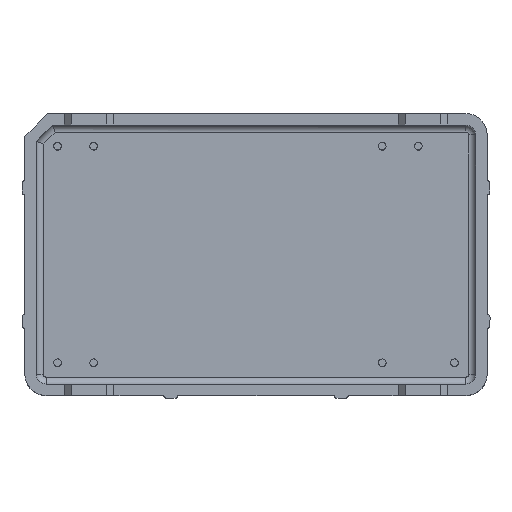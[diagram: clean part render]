
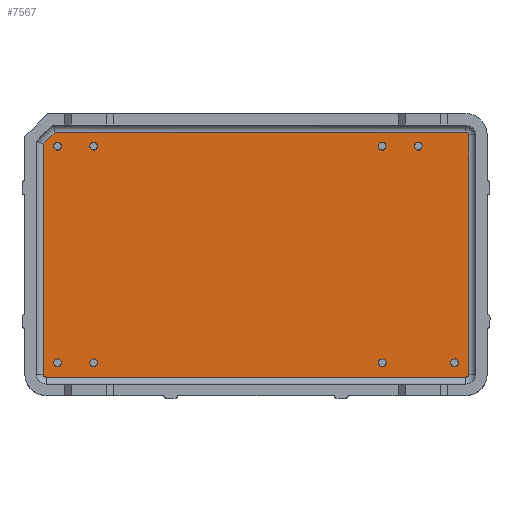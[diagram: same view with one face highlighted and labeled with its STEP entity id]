
A CAD part, top view. The second image highlights one B-rep face of the part: STEP entity #7567.
In plain terms, the highlighted planar face has unit normal (0, 0, 1).
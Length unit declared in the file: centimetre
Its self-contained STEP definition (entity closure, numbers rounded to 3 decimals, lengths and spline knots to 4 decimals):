
#308=CIRCLE('',#12877,0.02);
#309=CIRCLE('',#12878,0.02);
#310=CIRCLE('',#12879,0.02);
#311=CIRCLE('',#12880,0.0265);
#312=CIRCLE('',#12881,0.0265);
#313=CIRCLE('',#12882,0.0265);
#314=CIRCLE('',#12883,0.0265);
#315=CIRCLE('',#12884,0.0265);
#316=CIRCLE('',#12885,0.0265);
#317=CIRCLE('',#12886,0.0265);
#318=CIRCLE('',#12887,0.0265);
#734=VERTEX_POINT('',#10682);
#735=VERTEX_POINT('',#10683);
#736=VERTEX_POINT('',#10685);
#737=VERTEX_POINT('',#10687);
#738=VERTEX_POINT('',#10689);
#739=VERTEX_POINT('',#10691);
#740=VERTEX_POINT('',#10693);
#741=VERTEX_POINT('',#10695);
#742=VERTEX_POINT('',#10698);
#743=VERTEX_POINT('',#10700);
#744=VERTEX_POINT('',#10702);
#745=VERTEX_POINT('',#10704);
#746=VERTEX_POINT('',#10706);
#747=VERTEX_POINT('',#10708);
#748=VERTEX_POINT('',#10710);
#749=VERTEX_POINT('',#10712);
#1454=VECTOR('',#8561,1.);
#1455=VECTOR('',#8562,1.);
#1456=VECTOR('',#8563,1.);
#1457=VECTOR('',#8566,1.);
#1458=VECTOR('',#8569,1.);
#2343=LINE('',#10681,#1454);
#2344=LINE('',#10684,#1455);
#2345=LINE('',#10686,#1456);
#2346=LINE('',#10690,#1457);
#2347=LINE('',#10694,#1458);
#3296=EDGE_CURVE('',#734,#735,#2343,.T.);
#3297=EDGE_CURVE('',#736,#734,#2344,.T.);
#3298=EDGE_CURVE('',#737,#736,#2345,.T.);
#3299=EDGE_CURVE('',#738,#737,#308,.T.);
#3300=EDGE_CURVE('',#739,#738,#2346,.T.);
#3301=EDGE_CURVE('',#740,#739,#309,.T.);
#3302=EDGE_CURVE('',#741,#740,#2347,.T.);
#3303=EDGE_CURVE('',#735,#741,#310,.T.);
#3304=EDGE_CURVE('',#742,#742,#311,.T.);
#3305=EDGE_CURVE('',#743,#743,#312,.T.);
#3306=EDGE_CURVE('',#744,#744,#313,.T.);
#3307=EDGE_CURVE('',#745,#745,#314,.T.);
#3308=EDGE_CURVE('',#746,#746,#315,.T.);
#3309=EDGE_CURVE('',#747,#747,#316,.T.);
#3310=EDGE_CURVE('',#748,#748,#317,.T.);
#3311=EDGE_CURVE('',#749,#749,#318,.T.);
#4465=ORIENTED_EDGE('',*,*,#3296,.F.);
#4466=ORIENTED_EDGE('',*,*,#3297,.F.);
#4467=ORIENTED_EDGE('',*,*,#3298,.F.);
#4468=ORIENTED_EDGE('',*,*,#3299,.F.);
#4469=ORIENTED_EDGE('',*,*,#3300,.F.);
#4470=ORIENTED_EDGE('',*,*,#3301,.F.);
#4471=ORIENTED_EDGE('',*,*,#3302,.F.);
#4472=ORIENTED_EDGE('',*,*,#3303,.F.);
#4473=ORIENTED_EDGE('',*,*,#3304,.F.);
#4474=ORIENTED_EDGE('',*,*,#3305,.F.);
#4475=ORIENTED_EDGE('',*,*,#3306,.F.);
#4476=ORIENTED_EDGE('',*,*,#3307,.F.);
#4477=ORIENTED_EDGE('',*,*,#3308,.F.);
#4478=ORIENTED_EDGE('',*,*,#3309,.F.);
#4479=ORIENTED_EDGE('',*,*,#3310,.F.);
#4480=ORIENTED_EDGE('',*,*,#3311,.F.);
#6534=EDGE_LOOP('',(#4465,#4466,#4467,#4468,#4469,#4470,#4471,#4472));
#6535=EDGE_LOOP('',(#4473));
#6536=EDGE_LOOP('',(#4474));
#6537=EDGE_LOOP('',(#4475));
#6538=EDGE_LOOP('',(#4476));
#6539=EDGE_LOOP('',(#4477));
#6540=EDGE_LOOP('',(#4478));
#6541=EDGE_LOOP('',(#4479));
#6542=EDGE_LOOP('',(#4480));
#7059=FACE_BOUND('',#6534,.T.);
#7060=FACE_BOUND('',#6535,.T.);
#7061=FACE_BOUND('',#6536,.T.);
#7062=FACE_BOUND('',#6537,.T.);
#7063=FACE_BOUND('',#6538,.T.);
#7064=FACE_BOUND('',#6539,.T.);
#7065=FACE_BOUND('',#6540,.T.);
#7066=FACE_BOUND('',#6541,.T.);
#7067=FACE_BOUND('',#6542,.T.);
#7567=ADVANCED_FACE('',(#7059,#7060,#7061,#7062,#7063,#7064,#7065,#7066,
#7067),#8016,.T.);
#8016=PLANE('',#12876);
#8560=DIRECTION('',(0.,0.,1.));
#8561=DIRECTION('',(-0.475,0.88,0.));
#8562=DIRECTION('',(-0.958,0.286,0.));
#8563=DIRECTION('',(-0.88,-0.475,0.));
#8564=DIRECTION('',(0.,0.,-1.));
#8565=DIRECTION('',(0.019,-0.006,0.));
#8566=DIRECTION('',(0.475,-0.88,0.));
#8567=DIRECTION('',(0.,0.,-1.));
#8568=DIRECTION('',(0.006,0.019,0.));
#8569=DIRECTION('',(0.88,0.475,0.));
#8570=DIRECTION('',(0.,0.,-1.));
#8571=DIRECTION('',(-0.019,0.006,0.));
#8572=DIRECTION('',(0.,0.,1.));
#8573=DIRECTION('',(0.027,0.,0.));
#8574=DIRECTION('',(0.,0.,1.));
#8575=DIRECTION('',(0.027,0.,0.));
#8576=DIRECTION('',(0.,0.,1.));
#8577=DIRECTION('',(0.027,0.,0.));
#8578=DIRECTION('',(0.,0.,1.));
#8579=DIRECTION('',(0.027,0.,0.));
#8580=DIRECTION('',(0.,0.,1.));
#8581=DIRECTION('',(0.027,0.,0.));
#8582=DIRECTION('',(0.,0.,1.));
#8583=DIRECTION('',(0.027,0.,0.));
#8584=DIRECTION('',(0.,0.,1.));
#8585=DIRECTION('',(0.027,0.,0.));
#8586=DIRECTION('',(0.,0.,1.));
#8587=DIRECTION('',(0.027,0.,0.));
#10680=CARTESIAN_POINT('',(0.0065,1.5983,0.381));
#10681=CARTESIAN_POINT('',(-0.7588,1.1936,0.381));
#10682=CARTESIAN_POINT('',(-0.0803,-0.0618,0.381));
#10683=CARTESIAN_POINT('',(-1.4545,2.4808,0.381));
#10684=CARTESIAN_POINT('',(-0.2394,-0.0143,0.381));
#10685=CARTESIAN_POINT('',(0.0333,-0.0957,0.381));
#10686=CARTESIAN_POINT('',(0.729,0.2803,0.381));
#10687=CARTESIAN_POINT('',(1.4586,0.6747,0.381));
#10688=CARTESIAN_POINT('',(1.4491,0.6923,0.381));
#10689=CARTESIAN_POINT('',(1.4667,0.7018,0.381));
#10690=CARTESIAN_POINT('',(0.763,2.0038,0.381));
#10691=CARTESIAN_POINT('',(0.0622,3.3005,0.381));
#10692=CARTESIAN_POINT('',(0.0446,3.291,0.381));
#10693=CARTESIAN_POINT('',(0.0351,3.3086,0.381));
#10694=CARTESIAN_POINT('',(-0.704,2.9091,0.381));
#10695=CARTESIAN_POINT('',(-1.4464,2.5079,0.381));
#10696=CARTESIAN_POINT('',(-1.4369,2.4903,0.381));
#10697=CARTESIAN_POINT('',(0.0123,3.1826,0.381));
#10698=CARTESIAN_POINT('',(-0.0142,3.1826,0.381));
#10699=CARTESIAN_POINT('',(1.2199,0.9481,0.381));
#10700=CARTESIAN_POINT('',(1.1934,0.9481,0.381));
#10701=CARTESIAN_POINT('',(-1.0869,2.0111,0.381));
#10702=CARTESIAN_POINT('',(-1.1134,2.0111,0.381));
#10703=CARTESIAN_POINT('',(1.3407,0.7246,0.381));
#10704=CARTESIAN_POINT('',(1.3142,0.7246,0.381));
#10705=CARTESIAN_POINT('',(0.,0.,0.381));
#10706=CARTESIAN_POINT('',(-0.0265,0.,0.381));
#10707=CARTESIAN_POINT('',(-0.1208,0.2235,0.381));
#10708=CARTESIAN_POINT('',(-0.1473,0.2235,0.381));
#10709=CARTESIAN_POINT('',(-1.2077,2.2345,0.381));
#10710=CARTESIAN_POINT('',(-1.2342,2.2345,0.381));
#10711=CARTESIAN_POINT('',(0.2538,2.7357,0.381));
#10712=CARTESIAN_POINT('',(0.2273,2.7357,0.381));
#12876=AXIS2_PLACEMENT_3D('',#10680,#8560,$);
#12877=AXIS2_PLACEMENT_3D('',#10688,#8564,#8565);
#12878=AXIS2_PLACEMENT_3D('',#10692,#8567,#8568);
#12879=AXIS2_PLACEMENT_3D('',#10696,#8570,#8571);
#12880=AXIS2_PLACEMENT_3D('',#10697,#8572,#8573);
#12881=AXIS2_PLACEMENT_3D('',#10699,#8574,#8575);
#12882=AXIS2_PLACEMENT_3D('',#10701,#8576,#8577);
#12883=AXIS2_PLACEMENT_3D('',#10703,#8578,#8579);
#12884=AXIS2_PLACEMENT_3D('',#10705,#8580,#8581);
#12885=AXIS2_PLACEMENT_3D('',#10707,#8582,#8583);
#12886=AXIS2_PLACEMENT_3D('',#10709,#8584,#8585);
#12887=AXIS2_PLACEMENT_3D('',#10711,#8586,#8587);
